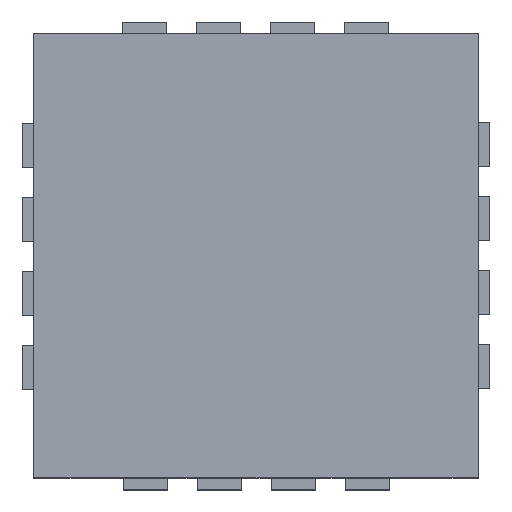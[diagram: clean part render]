
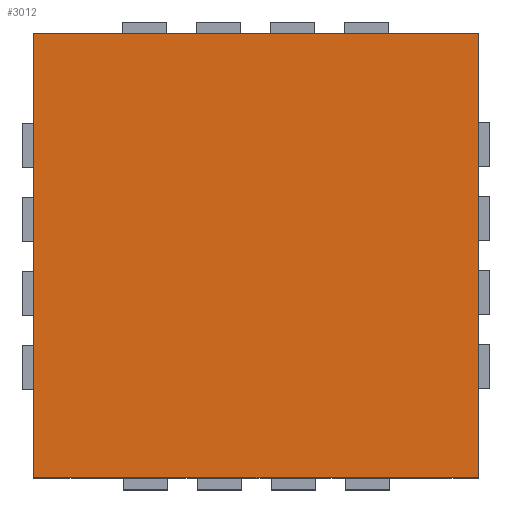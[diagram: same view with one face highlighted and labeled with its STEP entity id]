
A CAD part, top view. The second image highlights one B-rep face of the part: STEP entity #3012.
In plain terms, the highlighted planar face has unit normal (0, 0, 1).
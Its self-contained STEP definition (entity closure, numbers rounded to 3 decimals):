
#12 = CARTESIAN_POINT ( 'NONE',  ( 0., 0., 0.9 ) ) ;
#18 = VECTOR ( 'NONE', #2115, 1000. ) ;
#408 = DIRECTION ( 'NONE',  ( 0., -1., 0. ) ) ;
#542 = VERTEX_POINT ( 'NONE', #2158 ) ;
#585 = DIRECTION ( 'NONE',  ( 0., 1., 0. ) ) ;
#618 = VERTEX_POINT ( 'NONE', #1038 ) ;
#677 = CARTESIAN_POINT ( 'NONE',  ( 0., 0., 0.9 ) ) ;
#741 = CARTESIAN_POINT ( 'NONE',  ( 0., 3., 0.9 ) ) ;
#994 = LINE ( 'NONE', #12, #4912 ) ;
#1038 = CARTESIAN_POINT ( 'NONE',  ( 3., 3., 0.9 ) ) ;
#1066 = DIRECTION ( 'NONE',  ( -1., 0., 0. ) ) ;
#1183 = EDGE_LOOP ( 'NONE', ( #2167, #3726, #4315, #2412 ) ) ;
#2097 = CARTESIAN_POINT ( 'NONE',  ( 3., 0., 0.9 ) ) ;
#2101 = EDGE_CURVE ( 'NONE', #542, #4311, #2330, .T. ) ;
#2115 = DIRECTION ( 'NONE',  ( -1., 0., 0. ) ) ;
#2158 = CARTESIAN_POINT ( 'NONE',  ( 0., 0., 0.9 ) ) ;
#2167 = ORIENTED_EDGE ( 'NONE', *, *, #3177, .T. ) ;
#2330 = LINE ( 'NONE', #4794, #3313 ) ;
#2412 = ORIENTED_EDGE ( 'NONE', *, *, #3795, .T. ) ;
#2774 = EDGE_CURVE ( 'NONE', #4311, #618, #4036, .T. ) ;
#2901 = FACE_OUTER_BOUND ( 'NONE', #1183, .T. ) ;
#2978 = VERTEX_POINT ( 'NONE', #741 ) ;
#3012 = ADVANCED_FACE ( 'NONE', ( #2901 ), #4081, .F. ) ;
#3047 = VECTOR ( 'NONE', #585, 1000. ) ;
#3177 = EDGE_CURVE ( 'NONE', #2978, #542, #994, .T. ) ;
#3313 = VECTOR ( 'NONE', #3320, 1000. ) ;
#3320 = DIRECTION ( 'NONE',  ( 1., 0., 0. ) ) ;
#3331 = DIRECTION ( 'NONE',  ( 0., 0., -1. ) ) ;
#3571 = CARTESIAN_POINT ( 'NONE',  ( 3., 0., 0.9 ) ) ;
#3726 = ORIENTED_EDGE ( 'NONE', *, *, #2101, .T. ) ;
#3795 = EDGE_CURVE ( 'NONE', #618, #2978, #3937, .T. ) ;
#3937 = LINE ( 'NONE', #4764, #18 ) ;
#4036 = LINE ( 'NONE', #2097, #3047 ) ;
#4080 = AXIS2_PLACEMENT_3D ( 'NONE', #677, #3331, #1066 ) ;
#4081 = PLANE ( 'NONE',  #4080 ) ;
#4311 = VERTEX_POINT ( 'NONE', #3571 ) ;
#4315 = ORIENTED_EDGE ( 'NONE', *, *, #2774, .T. ) ;
#4764 = CARTESIAN_POINT ( 'NONE',  ( 0., 3., 0.9 ) ) ;
#4794 = CARTESIAN_POINT ( 'NONE',  ( 0., 0., 0.9 ) ) ;
#4912 = VECTOR ( 'NONE', #408, 1000. ) ;
